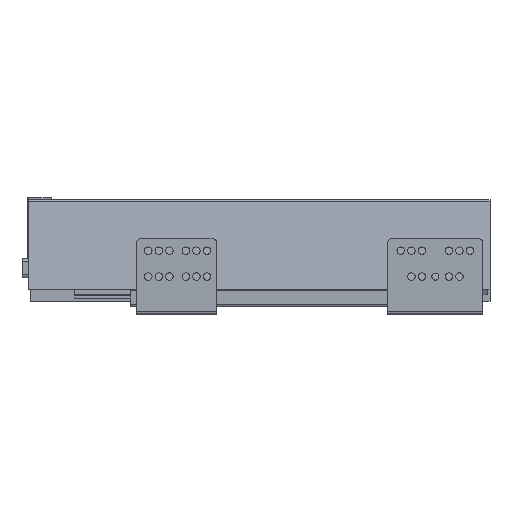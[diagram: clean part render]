
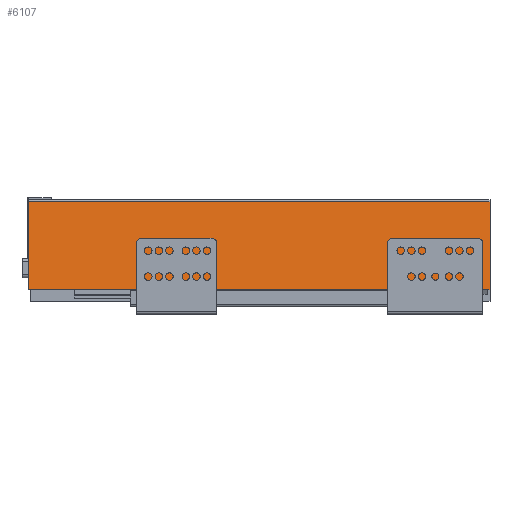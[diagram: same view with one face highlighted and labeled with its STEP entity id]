
A CAD part, top view. The second image highlights one B-rep face of the part: STEP entity #6107.
In plain terms, the highlighted planar face has unit normal (0, 0.139, 0.99).
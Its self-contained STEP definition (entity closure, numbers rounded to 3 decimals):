
#187 = VECTOR ( 'NONE', #1998, 1000. ) ;
#652 = ORIENTED_EDGE ( 'NONE', *, *, #5759, .T. ) ;
#832 = LINE ( 'NONE', #8816, #4675 ) ;
#867 = CARTESIAN_POINT ( 'NONE',  ( 0., 0., 65. ) ) ;
#1114 = LINE ( 'NONE', #4344, #187 ) ;
#1136 = VERTEX_POINT ( 'NONE', #8394 ) ;
#1735 = LINE ( 'NONE', #4912, #7983 ) ;
#1998 = DIRECTION ( 'NONE',  ( 1., 0., 0. ) ) ;
#2085 = ORIENTED_EDGE ( 'NONE', *, *, #10170, .F. ) ;
#2213 = DIRECTION ( 'NONE',  ( 0., 0.99, -0.139 ) ) ;
#2309 = PLANE ( 'NONE',  #6842 ) ;
#2776 = CARTESIAN_POINT ( 'NONE',  ( -393., 0., 65. ) ) ;
#3209 = EDGE_LOOP ( 'NONE', ( #3313, #4796, #2085, #652 ) ) ;
#3313 = ORIENTED_EDGE ( 'NONE', *, *, #8663, .T. ) ;
#4004 = DIRECTION ( 'NONE',  ( 0., 0.99, -0.139 ) ) ;
#4010 = CARTESIAN_POINT ( 'NONE',  ( 0., 0., 65. ) ) ;
#4344 = CARTESIAN_POINT ( 'NONE',  ( -393., 75.024, 54.456 ) ) ;
#4469 = VERTEX_POINT ( 'NONE', #9395 ) ;
#4675 = VECTOR ( 'NONE', #4004, 1000. ) ;
#4705 = DIRECTION ( 'NONE',  ( 0., 0.139, 0.99 ) ) ;
#4796 = ORIENTED_EDGE ( 'NONE', *, *, #6457, .F. ) ;
#4912 = CARTESIAN_POINT ( 'NONE',  ( -393., 0., 65. ) ) ;
#5597 = DIRECTION ( 'NONE',  ( 0., 0.99, -0.139 ) ) ;
#5759 = EDGE_CURVE ( 'NONE', #6437, #6703, #1735, .T. ) ;
#6107 = ADVANCED_FACE ( 'NONE', ( #6324 ), #2309, .T. ) ;
#6324 = FACE_OUTER_BOUND ( 'NONE', #3209, .T. ) ;
#6437 = VERTEX_POINT ( 'NONE', #2776 ) ;
#6457 = EDGE_CURVE ( 'NONE', #4469, #1136, #1114, .T. ) ;
#6462 = VECTOR ( 'NONE', #5597, 1000. ) ;
#6703 = VERTEX_POINT ( 'NONE', #4010 ) ;
#6842 = AXIS2_PLACEMENT_3D ( 'NONE', #7790, #4705, #2213 ) ;
#7175 = LINE ( 'NONE', #867, #6462 ) ;
#7790 = CARTESIAN_POINT ( 'NONE',  ( -393., 0., 65. ) ) ;
#7983 = VECTOR ( 'NONE', #9697, 1000. ) ;
#8394 = CARTESIAN_POINT ( 'NONE',  ( 0., 75.024, 54.456 ) ) ;
#8663 = EDGE_CURVE ( 'NONE', #6703, #1136, #7175, .T. ) ;
#8816 = CARTESIAN_POINT ( 'NONE',  ( -393., 0., 65. ) ) ;
#9395 = CARTESIAN_POINT ( 'NONE',  ( -393., 75.024, 54.456 ) ) ;
#9697 = DIRECTION ( 'NONE',  ( 1., 0., 0. ) ) ;
#10170 = EDGE_CURVE ( 'NONE', #6437, #4469, #832, .T. ) ;
